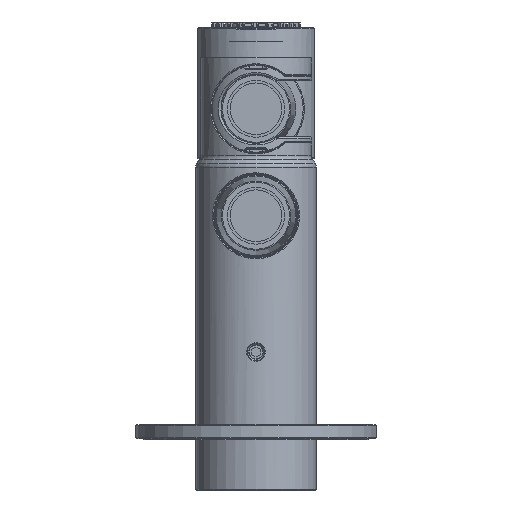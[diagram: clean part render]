
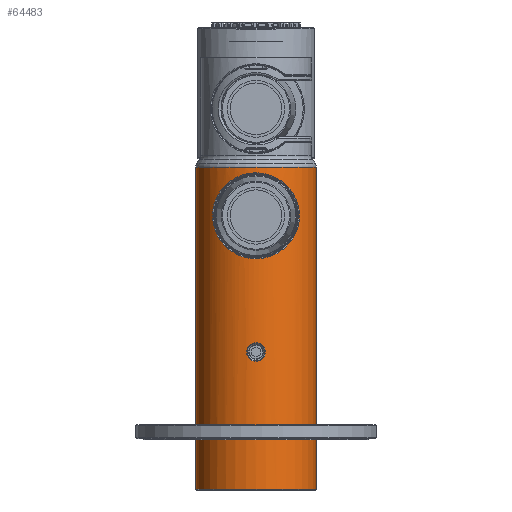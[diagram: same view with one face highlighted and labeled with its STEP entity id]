
A CAD part, front view. The second image highlights one B-rep face of the part: STEP entity #64483.
In plain terms, the highlighted cylindrical face has radius 17.5 mm (diameter 35 mm), a full revolution.
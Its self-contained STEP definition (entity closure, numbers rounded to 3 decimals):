
#6038=CIRCLE('',#71752,17.5);
#6039=CIRCLE('',#71753,17.5);
#25304=ORIENTED_EDGE('',*,*,#36263,.T.);
#25305=ORIENTED_EDGE('',*,*,#36264,.T.);
#25306=ORIENTED_EDGE('',*,*,#36265,.T.);
#25307=ORIENTED_EDGE('',*,*,#36266,.F.);
#25308=ORIENTED_EDGE('',*,*,#36267,.F.);
#25309=ORIENTED_EDGE('',*,*,#36268,.T.);
#25310=ORIENTED_EDGE('',*,*,#36269,.F.);
#25311=ORIENTED_EDGE('',*,*,#36270,.T.);
#36263=EDGE_CURVE('',#41968,#41968,#6038,.T.);
#36264=EDGE_CURVE('',#41969,#41969,#48923,.T.);
#36265=EDGE_CURVE('',#41970,#41970,#48924,.T.);
#36266=EDGE_CURVE('',#41971,#41971,#6039,.T.);
#36267=EDGE_CURVE('',#41972,#41973,#48925,.T.);
#36268=EDGE_CURVE('',#41972,#41974,#48926,.T.);
#36269=EDGE_CURVE('',#41975,#41974,#48927,.T.);
#36270=EDGE_CURVE('',#41975,#41973,#48928,.T.);
#41968=VERTEX_POINT('',#211100);
#41969=VERTEX_POINT('',#211131);
#41970=VERTEX_POINT('',#211143);
#41971=VERTEX_POINT('',#211145);
#41972=VERTEX_POINT('',#211151);
#41973=VERTEX_POINT('',#211152);
#41974=VERTEX_POINT('',#211165);
#41975=VERTEX_POINT('',#211171);
#48923=B_SPLINE_CURVE_WITH_KNOTS('',3,(#211101,#211102,#211103,#211104,
#211105,#211106,#211107,#211108,#211109,#211110,#211111,#211112,#211113,
#211114,#211115,#211116,#211117,#211118,#211119,#211120,#211121,#211122,
#211123,#211124,#211125,#211126,#211127,#211128,#211129,#211130),
 .UNSPECIFIED.,.T.,.F.,(1,1,1,1,1,1,1,1,1,1,1,1,1,1,1,1,1,1,1,1,1,1,1,1,
1,1,1,1,1,1,1,1,1,1),(-0.01,-0.005,-0.003,
0.,0.005,0.01,0.015,0.018,
0.021,0.023,0.026,0.028,
0.031,0.033,0.036,0.038,
0.041,0.044,0.046,0.051,
0.054,0.056,0.059,0.062,
0.064,0.067,0.069,0.072,
0.077,0.08,0.082,0.087,
0.092,0.098),.UNSPECIFIED.);
#48924=B_SPLINE_CURVE_WITH_KNOTS('',3,(#211132,#211133,#211134,#211135,
#211136,#211137,#211138,#211139,#211140,#211141,#211142),.UNSPECIFIED.,
 .T.,.F.,(1,1,1,1,1,1,1,1,1,1,1,1,1,1,1),(-0.006,-0.004,
-0.002,0.,0.002,0.004,0.006,
0.009,0.011,0.013,0.015,
0.017,0.019,0.021,0.023),
 .UNSPECIFIED.);
#48925=B_SPLINE_CURVE_WITH_KNOTS('',3,(#211146,#211147,#211148,#211149,
#211150),.UNSPECIFIED.,.F.,.F.,(4,1,4),(-0.001,0.004,
0.01),.UNSPECIFIED.);
#48926=B_SPLINE_CURVE_WITH_KNOTS('',3,(#211153,#211154,#211155,#211156,
#211157,#211158,#211159,#211160,#211161,#211162,#211163,#211164),
 .UNSPECIFIED.,.F.,.F.,(4,1,1,1,1,1,1,1,1,4),(0.,0.005,0.01,
0.015,0.02,0.025,0.031,
0.033,0.036,0.041),.UNSPECIFIED.);
#48927=B_SPLINE_CURVE_WITH_KNOTS('',3,(#211166,#211167,#211168,#211169,
#211170),.UNSPECIFIED.,.F.,.F.,(4,1,4),(-0.001,0.004,
0.01),.UNSPECIFIED.);
#48928=B_SPLINE_CURVE_WITH_KNOTS('',3,(#211172,#211173,#211174,#211175,
#211176,#211177,#211178,#211179,#211180,#211181,#211182,#211183,#211184,
#211185,#211186),.UNSPECIFIED.,.F.,.F.,(4,1,1,1,1,1,1,1,1,1,1,1,4),(0.,
0.005,0.01,0.015,0.018,
0.021,0.023,0.026,0.028,
0.031,0.033,0.036,0.041),
 .UNSPECIFIED.);
#53300=EDGE_LOOP('',(#25304));
#53301=EDGE_LOOP('',(#25305));
#53302=EDGE_LOOP('',(#25306));
#53303=EDGE_LOOP('',(#25307));
#53304=EDGE_LOOP('',(#25308,#25309,#25310,#25311));
#58394=FACE_BOUND('',#53300,.T.);
#58395=FACE_BOUND('',#53301,.T.);
#58396=FACE_BOUND('',#53302,.T.);
#58397=FACE_BOUND('',#53303,.T.);
#58398=FACE_BOUND('',#53304,.T.);
#60005=CYLINDRICAL_SURFACE('',#71751,17.5);
#64483=ADVANCED_FACE('',(#58394,#58395,#58396,#58397,#58398),#60005,.T.);
#71751=AXIS2_PLACEMENT_3D('',#211098,#76216,#76217);
#71752=AXIS2_PLACEMENT_3D('',#211099,#76218,#76219);
#71753=AXIS2_PLACEMENT_3D('',#211144,#76220,#76221);
#76216=DIRECTION('',(0.,0.,-1.));
#76217=DIRECTION('',(-1.,0.,0.));
#76218=DIRECTION('',(0.,0.,1.));
#76219=DIRECTION('',(1.,0.,0.));
#76220=DIRECTION('',(0.,0.,1.));
#76221=DIRECTION('',(1.,0.,0.));
#211098=CARTESIAN_POINT('',(0.,0.,125.5));
#211099=CARTESIAN_POINT('',(0.,0.,0.2));
#211100=CARTESIAN_POINT('',(17.5,0.,0.2));
#211101=CARTESIAN_POINT('',(-4.331,-17.014,91.278));
#211102=CARTESIAN_POINT('',(-1.006,-17.62,92.116));
#211103=CARTESIAN_POINT('',(3.38,-17.42,91.847));
#211104=CARTESIAN_POINT('',(7.864,-15.832,89.61));
#211105=CARTESIAN_POINT('',(10.515,-14.053,86.657));
#211106=CARTESIAN_POINT('',(11.903,-12.845,83.803));
#211107=CARTESIAN_POINT('',(12.542,-12.207,81.363));
#211108=CARTESIAN_POINT('',(12.663,-12.078,78.768));
#211109=CARTESIAN_POINT('',(12.241,-12.517,76.24));
#211110=CARTESIAN_POINT('',(11.368,-13.33,73.966));
#211111=CARTESIAN_POINT('',(10.102,-14.326,71.943));
#211112=CARTESIAN_POINT('',(8.507,-15.338,70.22));
#211113=CARTESIAN_POINT('',(6.572,-16.271,68.79));
#211114=CARTESIAN_POINT('',(4.363,-17.005,67.734));
#211115=CARTESIAN_POINT('',(1.89,-17.461,67.103));
#211116=CARTESIAN_POINT('',(-0.701,-17.55,66.982));
#211117=CARTESIAN_POINT('',(-4.086,-17.162,67.515));
#211118=CARTESIAN_POINT('',(-7.084,-16.112,68.992));
#211119=CARTESIAN_POINT('',(-9.432,-14.781,71.14));
#211120=CARTESIAN_POINT('',(-10.843,-13.766,73.022));
#211121=CARTESIAN_POINT('',(-11.906,-12.844,75.198));
#211122=CARTESIAN_POINT('',(-12.54,-12.21,77.633));
#211123=CARTESIAN_POINT('',(-12.664,-12.077,80.207));
#211124=CARTESIAN_POINT('',(-12.247,-12.511,82.746));
#211125=CARTESIAN_POINT('',(-11.362,-13.335,85.045));
#211126=CARTESIAN_POINT('',(-9.689,-14.652,87.718));
#211127=CARTESIAN_POINT('',(-7.304,-16.03,89.864));
#211128=CARTESIAN_POINT('',(-4.331,-17.014,91.278));
#211129=CARTESIAN_POINT('',(-1.006,-17.62,92.116));
#211130=CARTESIAN_POINT('',(3.38,-17.42,91.847));
#211131=CARTESIAN_POINT('',(-1.822,-17.405,91.819));
#211132=CARTESIAN_POINT('',(2.131,-17.395,37.876));
#211133=CARTESIAN_POINT('',(0.,-17.553,37.012));
#211134=CARTESIAN_POINT('',(-2.131,-17.395,37.876));
#211135=CARTESIAN_POINT('',(-3.031,-17.231,39.998));
#211136=CARTESIAN_POINT('',(-2.132,-17.395,42.125));
#211137=CARTESIAN_POINT('',(0.,-17.553,42.988));
#211138=CARTESIAN_POINT('',(2.132,-17.394,42.124));
#211139=CARTESIAN_POINT('',(3.031,-17.231,39.998));
#211140=CARTESIAN_POINT('',(2.131,-17.395,37.876));
#211141=CARTESIAN_POINT('',(0.,-17.553,37.012));
#211142=CARTESIAN_POINT('',(-2.131,-17.395,37.876));
#211143=CARTESIAN_POINT('',(0.,-17.5,37.3));
#211144=CARTESIAN_POINT('',(0.,0.,93.6));
#211145=CARTESIAN_POINT('',(17.5,0.,93.6));
#211146=CARTESIAN_POINT('',(14.462,9.855,80.45));
#211147=CARTESIAN_POINT('',(14.723,9.471,78.667));
#211148=CARTESIAN_POINT('',(14.984,9.036,75.015));
#211149=CARTESIAN_POINT('',(14.722,9.472,71.326));
#211150=CARTESIAN_POINT('',(14.462,9.855,69.55));
#211151=CARTESIAN_POINT('',(14.462,9.855,80.45));
#211152=CARTESIAN_POINT('',(14.462,9.855,69.55));
#211153=CARTESIAN_POINT('',(14.462,9.855,80.45));
#211154=CARTESIAN_POINT('',(13.917,10.653,81.862));
#211155=CARTESIAN_POINT('',(12.475,12.465,84.387));
#211156=CARTESIAN_POINT('',(9.329,15.016,87.484));
#211157=CARTESIAN_POINT('',(5.09,16.985,89.727));
#211158=CARTESIAN_POINT('',(0.008,17.757,90.585));
#211159=CARTESIAN_POINT('',(-5.083,16.988,89.731));
#211160=CARTESIAN_POINT('',(-8.624,15.344,87.857));
#211161=CARTESIAN_POINT('',(-10.894,13.745,85.942));
#211162=CARTESIAN_POINT('',(-12.85,12.,83.74));
#211163=CARTESIAN_POINT('',(-13.917,10.654,81.863));
#211164=CARTESIAN_POINT('',(-14.462,9.855,80.45));
#211165=CARTESIAN_POINT('',(-14.462,9.855,80.45));
#211166=CARTESIAN_POINT('',(-14.462,9.855,69.55));
#211167=CARTESIAN_POINT('',(-14.723,9.471,71.333));
#211168=CARTESIAN_POINT('',(-14.984,9.036,74.985));
#211169=CARTESIAN_POINT('',(-14.722,9.472,78.674));
#211170=CARTESIAN_POINT('',(-14.462,9.855,80.45));
#211171=CARTESIAN_POINT('',(-14.462,9.855,69.55));
#211172=CARTESIAN_POINT('',(-14.462,9.855,69.55));
#211173=CARTESIAN_POINT('',(-13.917,10.654,68.138));
#211174=CARTESIAN_POINT('',(-12.496,12.444,65.64));
#211175=CARTESIAN_POINT('',(-9.327,15.019,62.512));
#211176=CARTESIAN_POINT('',(-5.814,16.649,60.655));
#211177=CARTESIAN_POINT('',(-2.552,17.374,59.841));
#211178=CARTESIAN_POINT('',(-0.024,17.563,59.629));
#211179=CARTESIAN_POINT('',(2.563,17.373,59.842));
#211180=CARTESIAN_POINT('',(4.961,16.84,60.44));
#211181=CARTESIAN_POINT('',(7.209,16.003,61.393));
#211182=CARTESIAN_POINT('',(9.179,14.952,62.612));
#211183=CARTESIAN_POINT('',(10.907,13.735,64.071));
#211184=CARTESIAN_POINT('',(12.829,12.019,66.236));
#211185=CARTESIAN_POINT('',(13.918,10.653,68.139));
#211186=CARTESIAN_POINT('',(14.462,9.855,69.55));
